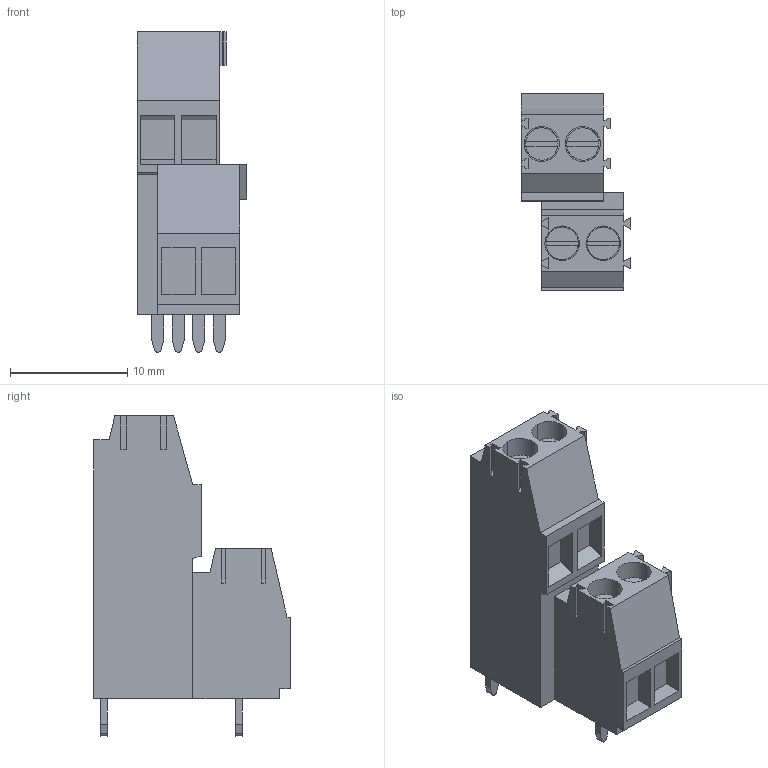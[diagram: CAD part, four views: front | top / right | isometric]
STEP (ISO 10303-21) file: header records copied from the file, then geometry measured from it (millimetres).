
FILE_DESCRIPTION(('CATIA V5 STEP Exchange','CAx-IF Rec.Pracs.--- Model Styling and Organization---1.4--- 2014-01-23'),'2;1');
FILE_NAME ('039453-2_0_1720000000_1720000000.stp','2023-03-16T07:33:20+00:00',('none'),('Weidmueller'),'CATIA Version 5-6 Release 2016 SP3 HF44','CATIA V5 STEP AP214','none');
FILE_SCHEMA(('AUTOMOTIVE_DESIGN { 1 0 10303 214 1 1 1 1 }'));
Length unit declared in the file: millimetre
Products named in the file (1): 1720000000
Bounding box: 9.35 x 16.75 x 27.3 mm (x, y, z)
Volume: 1921 mm3; surface area: 1661.4 mm2
Topology: 9 solids, 9 shells, 177 faces, 450 edges, 301 vertices
Faces by surface type: plane 153, cylinder 24
Entity records: 5119 total; most frequent: CARTESIAN_POINT 921, ORIENTED_EDGE 900, DIRECTION 743, EDGE_CURVE 450, VECTOR 382, LINE 382, VERTEX_POINT 301, AXIS2_PLACEMENT_3D 214
